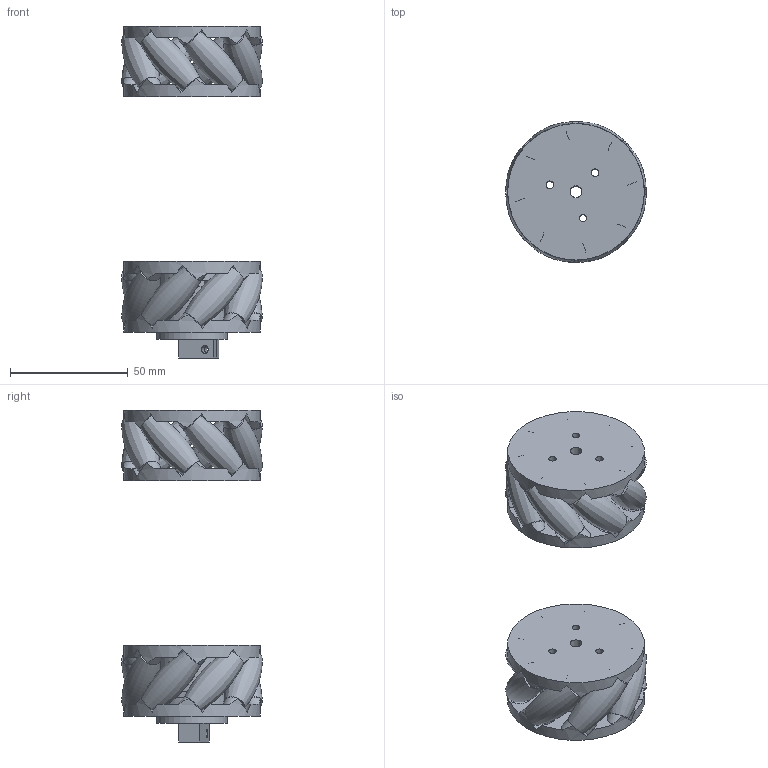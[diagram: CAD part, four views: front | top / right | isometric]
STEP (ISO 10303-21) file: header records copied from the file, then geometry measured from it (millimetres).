
FILE_DESCRIPTION(/* description */ (''),/* implementation_level */ '2;1');
FILE_NAME(/* name */ 'Cusomable Mecanum v46.step',/* time_stamp */ '2022-03-04T19:38:34+07:00',/* author */ (''),/* organization */ (''),/* preprocessor_version */ 'ST-DEVELOPER v18.1',/* originating_system */ 'Autodesk Translation Framework v10.13.0.1454',/* authorisation */ '');
FILE_SCHEMA (('AUTOMOTIVE_DESIGN { 1 0 10303 214 3 1 1 }'));
Length unit declared in the file: millimetre
Products named in the file (4): Cusomable Mecanum; roller-right; roller-left; bich
Assembly tree (3 placements, depth 2):
  Cusomable Mecanum
    roller-right
    roller-left
    bich
Bounding box: 59.72 x 59.72 x 141 mm (x, y, z)
Volume: 108185.4 mm3; surface area: 56992.2 mm2
Topology: 21 solids, 21 shells, 307 faces, 678 edges, 452 vertices
Faces by surface type: cylinder 146, plane 145, bspline 16
Full cylindrical faces by diameter (mm): 3.2 x71, 5 x5, 30 x2, 58 x4
Entity records: 11390 total; most frequent: CARTESIAN_POINT 4111, DIRECTION 1598, ORIENTED_EDGE 1356, AXIS2_PLACEMENT_3D 701, EDGE_CURVE 678, VERTEX_POINT 452, EDGE_LOOP 434, FACE_OUTER_BOUND 307
